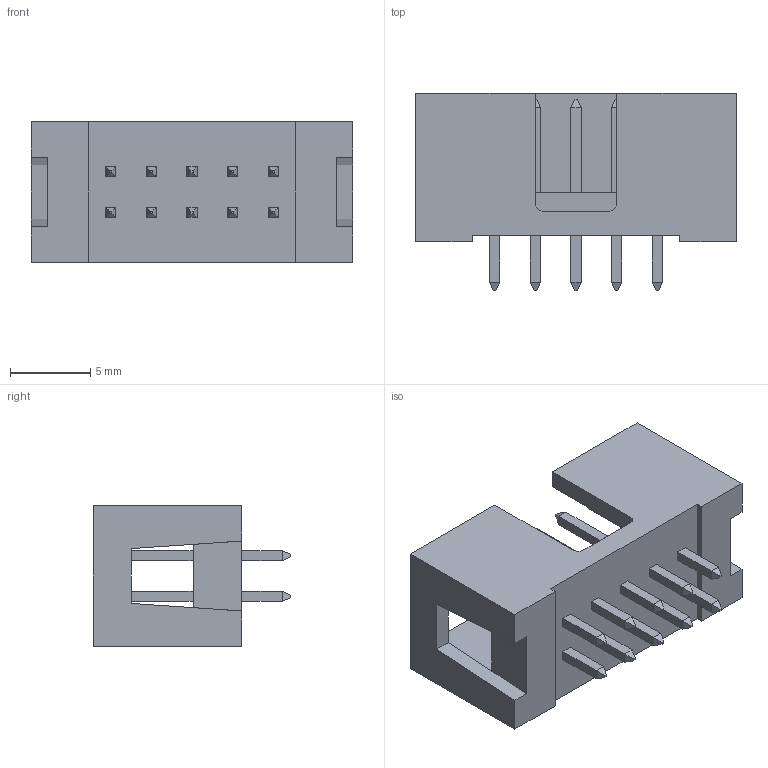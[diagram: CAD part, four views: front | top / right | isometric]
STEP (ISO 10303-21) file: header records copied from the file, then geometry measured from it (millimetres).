
FILE_DESCRIPTION((''),'2;1');
FILE_NAME('52601-X10-4LF','2019-09-09T',('KumarP'),('AFCI'),'CREO PARAMETRIC BY PTC INC, 2016130','CREO PARAMETRIC BY PTC INC, 2016130','');
FILE_SCHEMA(('CONFIG_CONTROL_DESIGN'));
Length unit declared in the file: inch
Products named in the file (1): 52601-X10-4LF
Bounding box: 20.07 x 12.32 x 8.76 mm (x, y, z)
Volume: 796.5 mm3; surface area: 1330.6 mm2
Topology: 1 solids, 1 shells, 210 faces, 490 edges, 298 vertices
Faces by surface type: plane 208, cylinder 2
Entity records: 5798 total; most frequent: CARTESIAN_POINT 998, ORIENTED_EDGE 980, DIRECTION 914, EDGE_CURVE 490, VECTOR 486, LINE 486, VERTEX_POINT 298, EDGE_LOOP 230
